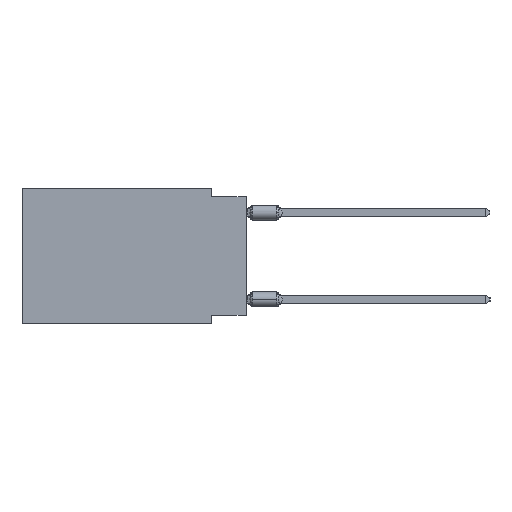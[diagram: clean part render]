
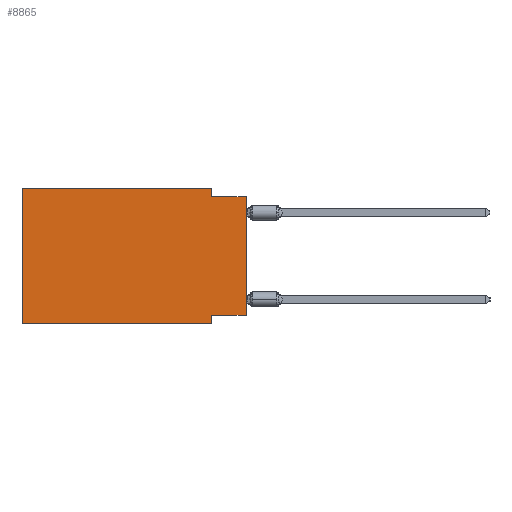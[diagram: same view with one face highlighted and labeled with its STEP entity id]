
A CAD part, left-side view. The second image highlights one B-rep face of the part: STEP entity #8865.
In plain terms, the highlighted planar face has unit normal (-1, 0, 0).
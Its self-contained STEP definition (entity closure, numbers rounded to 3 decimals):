
#1046 = CARTESIAN_POINT ( 'NONE',  ( 0., 2.54, -9.271 ) ) ;
#2653 = EDGE_CURVE ( 'NONE', #45857, #3820, #46835, .T. ) ;
#3016 = ORIENTED_EDGE ( 'NONE', *, *, #41856, .F. ) ;
#3208 = VECTOR ( 'NONE', #48507, 1000. ) ;
#3716 = CARTESIAN_POINT ( 'NONE',  ( 0., 16.383, 0. ) ) ;
#3820 = VERTEX_POINT ( 'NONE', #50147 ) ;
#4792 = ORIENTED_EDGE ( 'NONE', *, *, #40752, .F. ) ;
#4950 = DIRECTION ( 'NONE',  ( 0., 0., -1. ) ) ;
#5326 = VECTOR ( 'NONE', #18966, 1000. ) ;
#5502 = CARTESIAN_POINT ( 'NONE',  ( 0., 0., -9.271 ) ) ;
#8865 = ADVANCED_FACE ( 'NONE', ( #44748 ), #25699, .F. ) ;
#9647 = DIRECTION ( 'NONE',  ( 1., 0., 0. ) ) ;
#11056 = EDGE_LOOP ( 'NONE', ( #21143, #3016, #30721, #36234, #61105, #37423, #59354, #4792 ) ) ;
#12739 = VECTOR ( 'NONE', #56180, 1000. ) ;
#14805 = CARTESIAN_POINT ( 'NONE',  ( 0., 0., 0. ) ) ;
#16658 = DIRECTION ( 'NONE',  ( 0., 0., -1. ) ) ;
#17803 = LINE ( 'NONE', #3716, #56257 ) ;
#18613 = CARTESIAN_POINT ( 'NONE',  ( 0., 16.383, -9.906 ) ) ;
#18966 = DIRECTION ( 'NONE',  ( 0., -1., 0. ) ) ;
#20399 = VECTOR ( 'NONE', #16658, 1000. ) ;
#21143 = ORIENTED_EDGE ( 'NONE', *, *, #22549, .T. ) ;
#21303 = EDGE_CURVE ( 'NONE', #53422, #51085, #50136, .T. ) ;
#22549 = EDGE_CURVE ( 'NONE', #39641, #31664, #59761, .T. ) ;
#25699 = PLANE ( 'NONE',  #31214 ) ;
#29194 = CARTESIAN_POINT ( 'NONE',  ( 0., 16.383, 0. ) ) ;
#30721 = ORIENTED_EDGE ( 'NONE', *, *, #2653, .F. ) ;
#31214 = AXIS2_PLACEMENT_3D ( 'NONE', #49674, #9647, #45714 ) ;
#31664 = VERTEX_POINT ( 'NONE', #54113 ) ;
#35679 = CARTESIAN_POINT ( 'NONE',  ( 0., 16.383, -9.906 ) ) ;
#36234 = ORIENTED_EDGE ( 'NONE', *, *, #40795, .F. ) ;
#37423 = ORIENTED_EDGE ( 'NONE', *, *, #21303, .T. ) ;
#38062 = VECTOR ( 'NONE', #4950, 1000. ) ;
#38783 = DIRECTION ( 'NONE',  ( 0., 0., 1. ) ) ;
#39565 = VECTOR ( 'NONE', #43683, 1000. ) ;
#39641 = VERTEX_POINT ( 'NONE', #5502 ) ;
#40752 = EDGE_CURVE ( 'NONE', #39641, #54620, #58680, .T. ) ;
#40795 = EDGE_CURVE ( 'NONE', #58530, #45857, #42036, .T. ) ;
#41856 = EDGE_CURVE ( 'NONE', #3820, #31664, #56503, .T. ) ;
#42036 = LINE ( 'NONE', #62052, #5326 ) ;
#42370 = CARTESIAN_POINT ( 'NONE',  ( 0., 0., -9.271 ) ) ;
#43683 = DIRECTION ( 'NONE',  ( 0., 0., 1. ) ) ;
#44171 = EDGE_CURVE ( 'NONE', #54620, #51085, #44299, .T. ) ;
#44299 = LINE ( 'NONE', #59401, #38062 ) ;
#44748 = FACE_OUTER_BOUND ( 'NONE', #11056, .T. ) ;
#45538 = DIRECTION ( 'NONE',  ( 0., -1., 0. ) ) ;
#45714 = DIRECTION ( 'NONE',  ( 0., 0., -1. ) ) ;
#45857 = VERTEX_POINT ( 'NONE', #60624 ) ;
#46835 = LINE ( 'NONE', #61617, #20399 ) ;
#48507 = DIRECTION ( 'NONE',  ( 0., 1., 0. ) ) ;
#49674 = CARTESIAN_POINT ( 'NONE',  ( 0., 16.383, 0. ) ) ;
#49963 = VECTOR ( 'NONE', #45538, 1000. ) ;
#50136 = LINE ( 'NONE', #35679, #49963 ) ;
#50147 = CARTESIAN_POINT ( 'NONE',  ( 0., 2.54, -0.635 ) ) ;
#51085 = VERTEX_POINT ( 'NONE', #55231 ) ;
#51887 = CARTESIAN_POINT ( 'NONE',  ( 0., 0., -0.635 ) ) ;
#53422 = VERTEX_POINT ( 'NONE', #18613 ) ;
#54113 = CARTESIAN_POINT ( 'NONE',  ( 0., 0., -0.635 ) ) ;
#54309 = EDGE_CURVE ( 'NONE', #53422, #58530, #17803, .T. ) ;
#54620 = VERTEX_POINT ( 'NONE', #1046 ) ;
#55231 = CARTESIAN_POINT ( 'NONE',  ( 0., 2.54, -9.906 ) ) ;
#56180 = DIRECTION ( 'NONE',  ( 0., -1., 0. ) ) ;
#56257 = VECTOR ( 'NONE', #38783, 1000. ) ;
#56503 = LINE ( 'NONE', #51887, #12739 ) ;
#58530 = VERTEX_POINT ( 'NONE', #29194 ) ;
#58680 = LINE ( 'NONE', #42370, #3208 ) ;
#59354 = ORIENTED_EDGE ( 'NONE', *, *, #44171, .F. ) ;
#59401 = CARTESIAN_POINT ( 'NONE',  ( 0., 2.54, -9.906 ) ) ;
#59761 = LINE ( 'NONE', #14805, #39565 ) ;
#60624 = CARTESIAN_POINT ( 'NONE',  ( 0., 2.54, 0. ) ) ;
#61105 = ORIENTED_EDGE ( 'NONE', *, *, #54309, .F. ) ;
#61617 = CARTESIAN_POINT ( 'NONE',  ( 0., 2.54, 0. ) ) ;
#62052 = CARTESIAN_POINT ( 'NONE',  ( 0., 16.383, 0. ) ) ;
